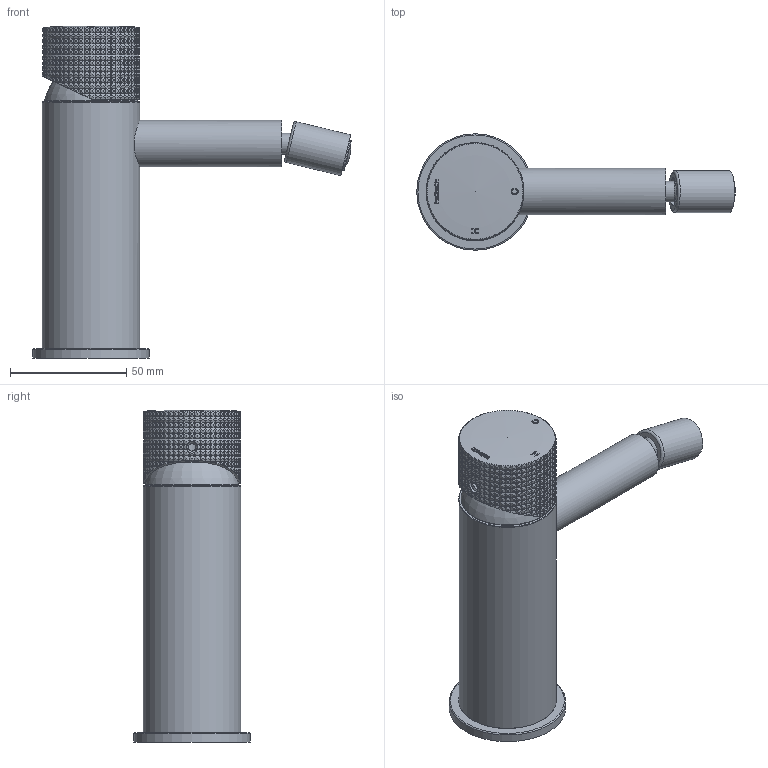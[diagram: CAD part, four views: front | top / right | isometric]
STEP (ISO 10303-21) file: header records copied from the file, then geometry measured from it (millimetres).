
FILE_DESCRIPTION(/* description */ ('Unknown'),/* implementation_level */ '2;1');
FILE_NAME(/* name */ 'GY018D-00',/* time_stamp */ '2024-11-04T15:50:39+01:00',/* author */ ('Unknown'),/* organization */ ('Unknown'),/* preprocessor_version */ 'ST-DEVELOPER v19.4',/* originating_system */ 'Solid Edge',/* authorisation */ 'Unknown');
FILE_SCHEMA (('AUTOMOTIVE_DESIGN {1 0 10303 214 3 1 1}'));
Length unit declared in the file: millimetre
Products named in the file (16): GY018D-00; CB003-01.IL; CB018-002_oa_0; CB018-01; CB003-02; GY003-002_oa_1; GY003-02; CB003-002; CB003-002-1; CB003-002-2; CB003-002-3; CB003-002-4; CB003-05; CB018-001_oa_2; CB018-001-02; CB018-001-01
Assembly tree (15 placements, depth 3):
  GY018D-00
    CB003-01.IL
    CB018-002_oa_0
      CB018-01
    CB003-02
    GY003-002_oa_1
      GY003-02
    CB003-002
      CB003-002-1
      CB003-002-2
      CB003-002-3
      CB003-002-4
    CB003-05
    CB018-001_oa_2
      CB018-001-02
      CB018-001-01
Bounding box: 136.66 x 50 x 142.5 mm (x, y, z)
Volume: 67464.5 mm3; surface area: 58317.8 mm2
Topology: 11 solids, 11 shells, 4565 faces, 13261 edges, 8746 vertices
Faces by surface type: cylinder 2646, plane 1487, bspline 212, cone 129, torus 91
Full cylindrical faces by diameter (mm): 3.242 x1, 5 x1, 8.9 x1, 11 x2, 11.027 x2, 11.8 x1, 12 x2, 12.159 x1, 12.196 x1, 12.45 x1, 13.464 x1, 13.5 x1, 13.7 x2, 14.2 x1, 14.577 x1, 15 x3, 15.033 x1, 15.1 x1, 15.218 x1, 15.229 x1, 15.5 x1, 15.6 x1, 16 x1, 16.5 x3, 16.7 x2, 18 x2, 20 x1, 28.3 x1, 30.376 x2, 32.8 x1
Entity records: 189976 total; most frequent: CARTESIAN_POINT 52093, ORIENTED_EDGE 26134, DIRECTION 16809, EDGE_CURVE 13067, VERTEX_POINT 8692, B_SPLINE_CURVE_WITH_KNOTS 6921, AXIS2_PLACEMENT_3D 6307, FACE_BOUND 4741
